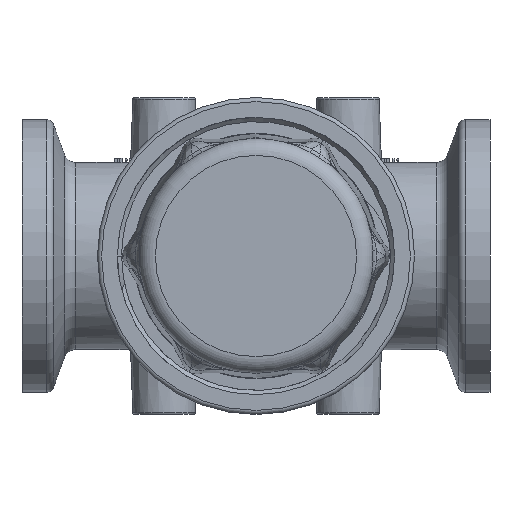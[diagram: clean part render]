
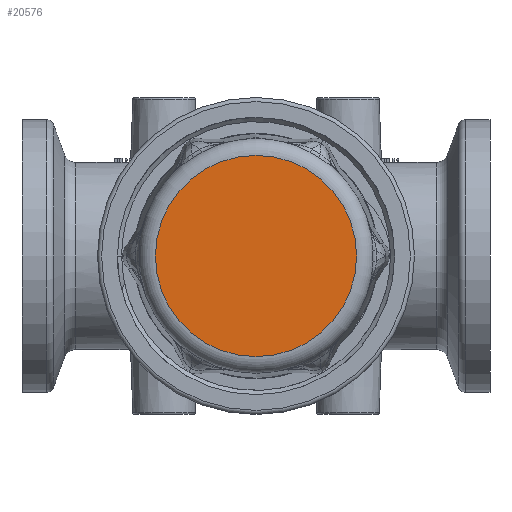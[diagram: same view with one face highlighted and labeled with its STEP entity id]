
A CAD part, front view. The second image highlights one B-rep face of the part: STEP entity #20576.
In plain terms, the highlighted planar face has unit normal (0, -1, 0).
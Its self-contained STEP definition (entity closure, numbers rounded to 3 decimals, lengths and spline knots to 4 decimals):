
#1089=PLANE('',#22247);
#2158=FACE_OUTER_BOUND('',#3416,.T.);
#3416=EDGE_LOOP('',(#17439,#17440));
#5356=CIRCLE('',#22110,0.7522);
#5365=CIRCLE('',#22119,0.7522);
#9209=VERTEX_POINT('',#38822);
#9210=VERTEX_POINT('',#38823);
#11856=EDGE_CURVE('',#9209,#9210,#5356,.T.);
#11880=EDGE_CURVE('',#9210,#9209,#5365,.T.);
#17439=ORIENTED_EDGE('',*,*,#11856,.F.);
#17440=ORIENTED_EDGE('',*,*,#11880,.F.);
#20576=ADVANCED_FACE('',(#2158),#1089,.T.);
#22110=AXIS2_PLACEMENT_3D('',#38824,#25451,#25452);
#22119=AXIS2_PLACEMENT_3D('',#38924,#25469,#25470);
#22247=AXIS2_PLACEMENT_3D('',#43737,#25728,#25729);
#25451=DIRECTION('center_axis',(0.,1.,0.));
#25452=DIRECTION('ref_axis',(-1.,0.,0.));
#25469=DIRECTION('center_axis',(0.,1.,0.));
#25470=DIRECTION('ref_axis',(-1.,0.,0.));
#25728=DIRECTION('center_axis',(0.,-1.,0.));
#25729=DIRECTION('ref_axis',(0.,0.,-1.));
#38822=CARTESIAN_POINT('',(0.7522,-2.825,0.));
#38823=CARTESIAN_POINT('',(0.,-2.825,0.7522));
#38824=CARTESIAN_POINT('Origin',(0.,-2.825,0.));
#38924=CARTESIAN_POINT('Origin',(0.,-2.825,0.));
#43737=CARTESIAN_POINT('Origin',(0.4375,-2.825,0.));
